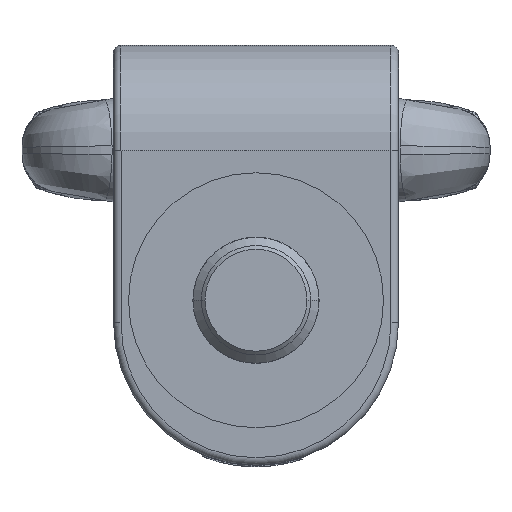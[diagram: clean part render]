
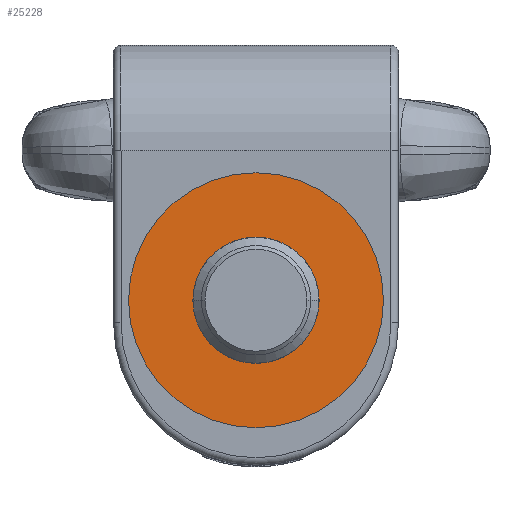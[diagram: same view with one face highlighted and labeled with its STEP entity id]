
A CAD part, front view. The second image highlights one B-rep face of the part: STEP entity #25228.
In plain terms, the highlighted face is planar.
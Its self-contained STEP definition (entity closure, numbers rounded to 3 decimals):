
#25067=CARTESIAN_POINT('',(0.,0.,43.5));
#25068=DIRECTION('',(0.,0.,-1.));
#25069=DIRECTION('',(1.,0.,0.));
#25070=AXIS2_PLACEMENT_3D('',#25067,#25068,#25069);
#25072=CARTESIAN_POINT('',(0.,0.,43.5));
#25073=DIRECTION('',(0.,0.,1.));
#25074=DIRECTION('',(1.,0.,0.));
#25075=AXIS2_PLACEMENT_3D('',#25072,#25073,#25074);
#25077=CARTESIAN_POINT('',(0.,0.,43.5));
#25078=DIRECTION('',(0.,0.,1.));
#25079=DIRECTION('',(1.,0.,0.));
#25080=AXIS2_PLACEMENT_3D('',#25077,#25078,#25079);
#25090=CARTESIAN_POINT('',(0.,0.,43.5));
#25091=DIRECTION('',(0.,0.,-1.));
#25092=DIRECTION('',(1.,0.,0.));
#25093=AXIS2_PLACEMENT_3D('',#25090,#25091,#25092);
#25179=CARTESIAN_POINT('',(42.5,0.,43.5));
#25181=VERTEX_POINT('',#25179);
#25192=CARTESIAN_POINT('',(21.05,0.,43.5));
#25194=VERTEX_POINT('',#25192);
#25195=CARTESIAN_POINT('',(-42.5,0.,43.5));
#25197=VERTEX_POINT('',#25195);
#25208=CARTESIAN_POINT('',(-21.05,0.,43.5));
#25210=VERTEX_POINT('',#25208);
#25211=CARTESIAN_POINT('',(0.,0.,43.5));
#25212=DIRECTION('',(0.,0.,1.));
#25213=DIRECTION('',(-1.,0.,0.));
#25214=AXIS2_PLACEMENT_3D('',#25211,#25212,#25213);
#25215=PLANE('',#25214);
#25217=ORIENTED_EDGE('',*,*,#25216,.F.);
#25219=ORIENTED_EDGE('',*,*,#25218,.T.);
#25220=EDGE_LOOP('',(#25217,#25219));
#25221=FACE_OUTER_BOUND('',#25220,.F.);
#25223=ORIENTED_EDGE('',*,*,#25222,.F.);
#25225=ORIENTED_EDGE('',*,*,#25224,.T.);
#25226=EDGE_LOOP('',(#25223,#25225));
#25227=FACE_BOUND('',#25226,.F.);
#25228=ADVANCED_FACE('',(#25221,#25227),#25215,.T.);
#25071=CIRCLE('',#25070,21.05);
#25076=CIRCLE('',#25075,21.05);
#25081=CIRCLE('',#25080,42.5);
#25094=CIRCLE('',#25093,42.5);
#25216=EDGE_CURVE('',#25181,#25197,#25081,.T.);
#25218=EDGE_CURVE('',#25181,#25197,#25094,.T.);
#25222=EDGE_CURVE('',#25194,#25210,#25071,.T.);
#25224=EDGE_CURVE('',#25194,#25210,#25076,.T.);
